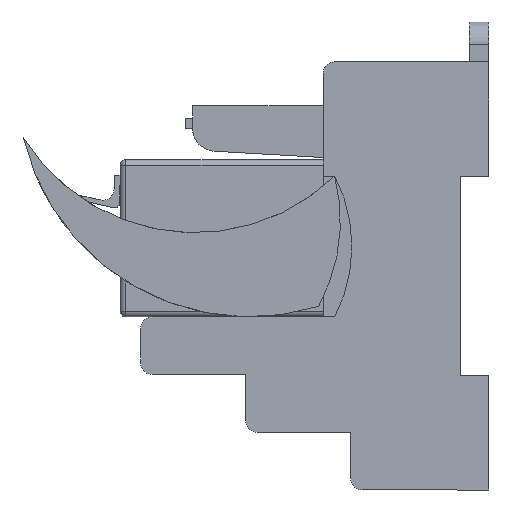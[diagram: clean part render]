
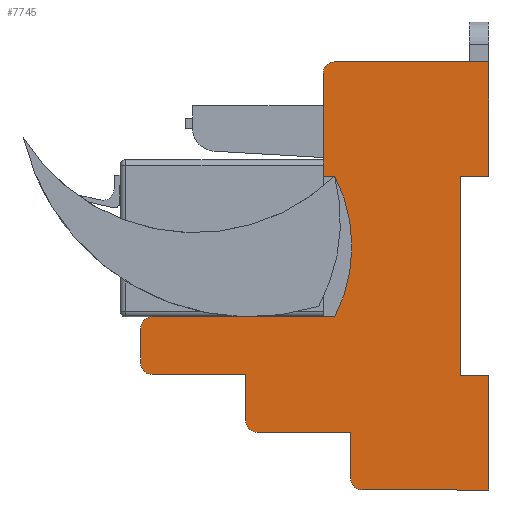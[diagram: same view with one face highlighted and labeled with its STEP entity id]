
A CAD part, left-side view. The second image highlights one B-rep face of the part: STEP entity #7745.
In plain terms, the highlighted planar face has unit normal (-1, 0, 0).
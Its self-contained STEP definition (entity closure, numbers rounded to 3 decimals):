
#7275=CARTESIAN_POINT('',(0.0,0.0,0.0));
#7276=VERTEX_POINT('',#7275);
#7283=CARTESIAN_POINT('',(0.0,0.,-20.0));
#7284=VERTEX_POINT('',#7283);
#7285=CARTESIAN_POINT('',(0.0,0.0,0.0));
#7286=DIRECTION('',(0.0,0.0,-1.0));
#7287=VECTOR('',#7286,20.0);
#7288=LINE('',#7285,#7287);
#7289=EDGE_CURVE('',#7276,#7284,#7288,.T.);
#7515=CARTESIAN_POINT('',(0.0,29.,-2.));
#7516=VERTEX_POINT('',#7515);
#7523=CARTESIAN_POINT('',(0.0,27.,0.0));
#7524=VERTEX_POINT('',#7523);
#7525=CARTESIAN_POINT('',(0.0,27.,-2.));
#7526=DIRECTION('',(1.0,0.0,0.0));
#7527=DIRECTION('',(0.0,0.707,0.707));
#7528=AXIS2_PLACEMENT_3D('',#7525,#7526,#7527);
#7529=CIRCLE('',#7528,2.0);
#7530=EDGE_CURVE('',#7516,#7524,#7529,.T.);
#7555=CARTESIAN_POINT('',(0.0,27.,0.0));
#7556=DIRECTION('',(0.0,-1.0,0.0));
#7557=VECTOR('',#7556,27.);
#7558=LINE('',#7555,#7557);
#7559=EDGE_CURVE('',#7524,#7276,#7558,.T.);
#7571=CARTESIAN_POINT('',(0.0,51.8,-49.712));
#7572=DIRECTION('',(1.0,0.0,0.0));
#7573=DIRECTION('',(0.0,0.0,-1.0));
#7574=AXIS2_PLACEMENT_3D('',#7571,#7572,#7573);
#7575=PLANE('',#7574);
#7576=ORIENTED_EDGE('',*,*,#7530,.F.);
#7577=CARTESIAN_POINT('',(0.0,29.,-20.0));
#7578=VERTEX_POINT('',#7577);
#7579=CARTESIAN_POINT('',(0.0,29.,-20.0));
#7580=DIRECTION('',(0.0,0.0,1.0));
#7581=VECTOR('',#7580,18.);
#7582=LINE('',#7579,#7581);
#7583=EDGE_CURVE('',#7578,#7516,#7582,.T.);
#7584=ORIENTED_EDGE('',*,*,#7583,.F.);
#7585=CARTESIAN_POINT('',(0.0,27.,-20.0));
#7586=VERTEX_POINT('',#7585);
#7587=CARTESIAN_POINT('',(0.0,29.,-20.));
#7588=DIRECTION('',(0.0,-1.0,0.0));
#7589=VECTOR('',#7588,2.);
#7590=LINE('',#7587,#7589);
#7591=EDGE_CURVE('',#7578,#7586,#7590,.T.);
#7592=ORIENTED_EDGE('',*,*,#7591,.T.);
#7593=CARTESIAN_POINT('',(0.0,24.,-32.081));
#7594=VERTEX_POINT('',#7593);
#7595=CARTESIAN_POINT('',(0.0,50.321,-32.204));
#7596=DIRECTION('',(1.0,0.0,0.0));
#7597=DIRECTION('',(0.0,-0.886,0.464));
#7598=AXIS2_PLACEMENT_3D('',#7595,#7596,#7597);
#7599=CIRCLE('',#7598,26.321);
#7600=EDGE_CURVE('',#7586,#7594,#7599,.T.);
#7601=ORIENTED_EDGE('',*,*,#7600,.T.);
#7602=CARTESIAN_POINT('',(0.0,24.,-32.574));
#7603=VERTEX_POINT('',#7602);
#7604=CARTESIAN_POINT('',(0.0,24.,-32.081));
#7605=DIRECTION('',(0.0,0.0,-1.0));
#7606=VECTOR('',#7605,0.494);
#7607=LINE('',#7604,#7606);
#7608=EDGE_CURVE('',#7594,#7603,#7607,.T.);
#7609=ORIENTED_EDGE('',*,*,#7608,.T.);
#7610=CARTESIAN_POINT('',(0.0,27.,-44.655));
#7611=VERTEX_POINT('',#7610);
#7612=CARTESIAN_POINT('',(0.0,50.321,-32.451));
#7613=DIRECTION('',(1.0,0.0,0.0));
#7614=DIRECTION('',(0.0,-1.,0.005));
#7615=AXIS2_PLACEMENT_3D('',#7612,#7613,#7614);
#7616=CIRCLE('',#7615,26.321);
#7617=EDGE_CURVE('',#7603,#7611,#7616,.T.);
#7618=ORIENTED_EDGE('',*,*,#7617,.T.);
#7619=CARTESIAN_POINT('',(0.0,59.,-44.655));
#7620=VERTEX_POINT('',#7619);
#7621=CARTESIAN_POINT('',(0.0,27.,-44.655));
#7622=DIRECTION('',(0.0,1.0,0.0));
#7623=VECTOR('',#7622,32.);
#7624=LINE('',#7621,#7623);
#7625=EDGE_CURVE('',#7611,#7620,#7624,.T.);
#7626=ORIENTED_EDGE('',*,*,#7625,.T.);
#7627=CARTESIAN_POINT('',(0.0,61.,-46.655));
#7628=VERTEX_POINT('',#7627);
#7629=CARTESIAN_POINT('',(0.0,59.,-46.655));
#7630=DIRECTION('',(1.0,0.0,0.0));
#7631=DIRECTION('',(0.0,0.707,0.707));
#7632=AXIS2_PLACEMENT_3D('',#7629,#7630,#7631);
#7633=CIRCLE('',#7632,2.0);
#7634=EDGE_CURVE('',#7628,#7620,#7633,.T.);
#7635=ORIENTED_EDGE('',*,*,#7634,.F.);
#7636=CARTESIAN_POINT('',(0.0,61.,-52.77));
#7637=VERTEX_POINT('',#7636);
#7638=CARTESIAN_POINT('',(0.0,61.,-46.655));
#7639=DIRECTION('',(0.0,0.0,-1.0));
#7640=VECTOR('',#7639,6.115);
#7641=LINE('',#7638,#7640);
#7642=EDGE_CURVE('',#7628,#7637,#7641,.T.);
#7643=ORIENTED_EDGE('',*,*,#7642,.T.);
#7644=CARTESIAN_POINT('',(0.0,59.,-54.77));
#7645=VERTEX_POINT('',#7644);
#7646=CARTESIAN_POINT('',(0.0,59.,-52.77));
#7647=DIRECTION('',(1.0,0.0,0.0));
#7648=DIRECTION('',(0.0,0.707,-0.707));
#7649=AXIS2_PLACEMENT_3D('',#7646,#7647,#7648);
#7650=CIRCLE('',#7649,2.0);
#7651=EDGE_CURVE('',#7645,#7637,#7650,.T.);
#7652=ORIENTED_EDGE('',*,*,#7651,.F.);
#7653=CARTESIAN_POINT('',(0.0,42.6,-54.77));
#7654=VERTEX_POINT('',#7653);
#7655=CARTESIAN_POINT('',(0.0,59.,-54.77));
#7656=DIRECTION('',(0.0,-1.0,0.0));
#7657=VECTOR('',#7656,16.4);
#7658=LINE('',#7655,#7657);
#7659=EDGE_CURVE('',#7645,#7654,#7658,.T.);
#7660=ORIENTED_EDGE('',*,*,#7659,.T.);
#7661=CARTESIAN_POINT('',(0.0,42.6,-62.885));
#7662=VERTEX_POINT('',#7661);
#7663=CARTESIAN_POINT('',(0.0,42.6,-62.885));
#7664=DIRECTION('',(0.0,0.0,1.0));
#7665=VECTOR('',#7664,8.115);
#7666=LINE('',#7663,#7665);
#7667=EDGE_CURVE('',#7662,#7654,#7666,.T.);
#7668=ORIENTED_EDGE('',*,*,#7667,.F.);
#7669=CARTESIAN_POINT('',(0.0,40.6,-64.885));
#7670=VERTEX_POINT('',#7669);
#7671=CARTESIAN_POINT('',(0.0,40.6,-62.885));
#7672=DIRECTION('',(1.0,0.0,0.0));
#7673=DIRECTION('',(0.0,0.707,-0.707));
#7674=AXIS2_PLACEMENT_3D('',#7671,#7672,#7673);
#7675=CIRCLE('',#7674,2.0);
#7676=EDGE_CURVE('',#7670,#7662,#7675,.T.);
#7677=ORIENTED_EDGE('',*,*,#7676,.F.);
#7678=CARTESIAN_POINT('',(0.0,24.2,-64.885));
#7679=VERTEX_POINT('',#7678);
#7680=CARTESIAN_POINT('',(0.0,24.2,-64.885));
#7681=DIRECTION('',(0.0,1.0,0.0));
#7682=VECTOR('',#7681,16.4);
#7683=LINE('',#7680,#7682);
#7684=EDGE_CURVE('',#7679,#7670,#7683,.T.);
#7685=ORIENTED_EDGE('',*,*,#7684,.F.);
#7686=CARTESIAN_POINT('',(0.0,24.2,-73.));
#7687=VERTEX_POINT('',#7686);
#7688=CARTESIAN_POINT('',(0.0,24.2,-73.));
#7689=DIRECTION('',(0.0,0.0,1.0));
#7690=VECTOR('',#7689,8.115);
#7691=LINE('',#7688,#7690);
#7692=EDGE_CURVE('',#7687,#7679,#7691,.T.);
#7693=ORIENTED_EDGE('',*,*,#7692,.F.);
#7694=CARTESIAN_POINT('',(0.0,22.2,-75.));
#7695=VERTEX_POINT('',#7694);
#7696=CARTESIAN_POINT('',(0.0,22.2,-73.));
#7697=DIRECTION('',(1.0,0.0,0.0));
#7698=DIRECTION('',(0.0,0.707,-0.707));
#7699=AXIS2_PLACEMENT_3D('',#7696,#7697,#7698);
#7700=CIRCLE('',#7699,2.0);
#7701=EDGE_CURVE('',#7695,#7687,#7700,.T.);
#7702=ORIENTED_EDGE('',*,*,#7701,.F.);
#7703=CARTESIAN_POINT('',(0.0,0.,-75.0));
#7704=VERTEX_POINT('',#7703);
#7705=CARTESIAN_POINT('',(0.0,0.,-75.0));
#7706=DIRECTION('',(0.0,1.0,0.0));
#7707=VECTOR('',#7706,22.2);
#7708=LINE('',#7705,#7707);
#7709=EDGE_CURVE('',#7704,#7695,#7708,.T.);
#7710=ORIENTED_EDGE('',*,*,#7709,.F.);
#7711=CARTESIAN_POINT('',(0.0,0.,-55.0));
#7712=VERTEX_POINT('',#7711);
#7713=CARTESIAN_POINT('',(0.0,0.,-55.0));
#7714=DIRECTION('',(0.0,0.0,-1.0));
#7715=VECTOR('',#7714,20.0);
#7716=LINE('',#7713,#7715);
#7717=EDGE_CURVE('',#7712,#7704,#7716,.T.);
#7718=ORIENTED_EDGE('',*,*,#7717,.F.);
#7719=CARTESIAN_POINT('',(0.0,5.,-55.0));
#7720=VERTEX_POINT('',#7719);
#7721=CARTESIAN_POINT('',(0.0,0.,-55.0));
#7722=DIRECTION('',(0.0,1.0,0.0));
#7723=VECTOR('',#7722,5.);
#7724=LINE('',#7721,#7723);
#7725=EDGE_CURVE('',#7712,#7720,#7724,.T.);
#7726=ORIENTED_EDGE('',*,*,#7725,.T.);
#7727=CARTESIAN_POINT('',(0.0,5.,-20.0));
#7728=VERTEX_POINT('',#7727);
#7729=CARTESIAN_POINT('',(0.0,5.,-55.0));
#7730=DIRECTION('',(0.0,0.0,1.0));
#7731=VECTOR('',#7730,35.0);
#7732=LINE('',#7729,#7731);
#7733=EDGE_CURVE('',#7720,#7728,#7732,.T.);
#7734=ORIENTED_EDGE('',*,*,#7733,.T.);
#7735=CARTESIAN_POINT('',(0.0,5.,-20.0));
#7736=DIRECTION('',(0.0,-1.0,0.0));
#7737=VECTOR('',#7736,5.);
#7738=LINE('',#7735,#7737);
#7739=EDGE_CURVE('',#7728,#7284,#7738,.T.);
#7740=ORIENTED_EDGE('',*,*,#7739,.T.);
#7741=ORIENTED_EDGE('',*,*,#7289,.F.);
#7742=ORIENTED_EDGE('',*,*,#7559,.F.);
#7743=EDGE_LOOP('',(#7576,#7584,#7592,#7601,#7609,#7618,#7626,#7635,#7643,#7652,#7660,#7668,#7677,#7685,#7693,#7702,#7710,#7718,#7726,#7734,#7740,#7741,#7742));
#7744=FACE_OUTER_BOUND('',#7743,.T.);
#7745=ADVANCED_FACE('',(#7744),#7575,.F.);
